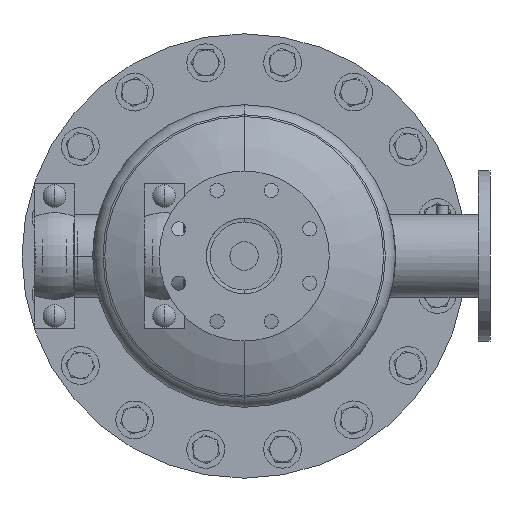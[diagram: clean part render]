
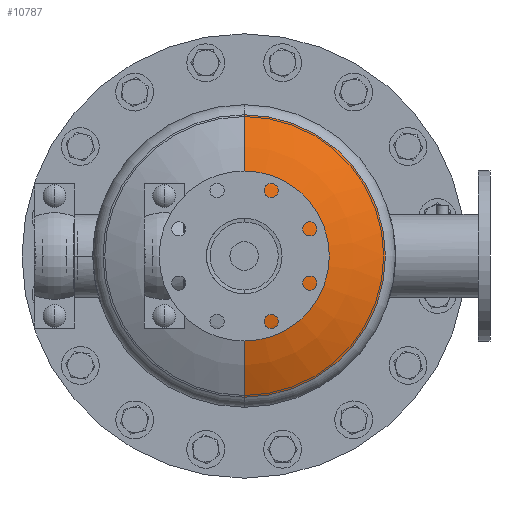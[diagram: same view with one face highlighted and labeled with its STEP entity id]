
A CAD part, front view. The second image highlights one B-rep face of the part: STEP entity #10787.
In plain terms, the highlighted toroidal (fillet/blend) face has major radius 0.006 mm and minor radius 406.4 mm.
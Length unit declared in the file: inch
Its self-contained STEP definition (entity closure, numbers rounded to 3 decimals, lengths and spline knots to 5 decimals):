
#245 = CIRCLE ( 'NONE', #3808, 16. ) ;
#1643 = DIRECTION ( 'NONE',  ( 1., 0., 0. ) ) ;
#2093 = ORIENTED_EDGE ( 'NONE', *, *, #45932, .T. ) ;
#3808 = AXIS2_PLACEMENT_3D ( 'NONE', #32404, #18405, #32556 ) ;
#5423 = CIRCLE ( 'NONE', #33237, 16. ) ;
#6372 = EDGE_CURVE ( 'NONE', #28877, #30427, #245, .T. ) ;
#9690 = DIRECTION ( 'NONE',  ( 0., 0., -1. ) ) ;
#10787 = ADVANCED_FACE ( 'NONE', ( #17093 ), #18764, .T. ) ;
#11353 = DIRECTION ( 'NONE',  ( 0., 0., -1. ) ) ;
#16351 = DIRECTION ( 'NONE',  ( 0., 0., -1. ) ) ;
#17093 = FACE_OUTER_BOUND ( 'NONE', #37338, .T. ) ;
#18320 = CARTESIAN_POINT ( 'NONE',  ( 0., 7.74261, 2.19685 ) ) ;
#18405 = DIRECTION ( 'NONE',  ( -1., 0., 0. ) ) ;
#18764 = TOROIDAL_SURFACE ( 'NONE', #29234, 0.00026, 16. ) ;
#19552 = AXIS2_PLACEMENT_3D ( 'NONE', #35914, #43370, #11353 ) ;
#21134 = CARTESIAN_POINT ( 'NONE',  ( 0., 9.44003, -7.46665 ) ) ;
#21455 = CARTESIAN_POINT ( 'NONE',  ( 0., 9.44003, 7.46665 ) ) ;
#22120 = ORIENTED_EDGE ( 'NONE', *, *, #32198, .F. ) ;
#22813 = EDGE_CURVE ( 'NONE', #39273, #37052, #5423, .T. ) ;
#23538 = DIRECTION ( 'NONE',  ( 0., -1., 0. ) ) ;
#24545 = ORIENTED_EDGE ( 'NONE', *, *, #22813, .T. ) ;
#25969 = CIRCLE ( 'NONE', #19552, 2.19685 ) ;
#27275 = CARTESIAN_POINT ( 'NONE',  ( 0., 23.59111, 0. ) ) ;
#28877 = VERTEX_POINT ( 'NONE', #21134 ) ;
#29234 = AXIS2_PLACEMENT_3D ( 'NONE', #27275, #23538, #34571 ) ;
#30427 = VERTEX_POINT ( 'NONE', #43214 ) ;
#30494 = CIRCLE ( 'NONE', #41745, 7.46665 ) ;
#30684 = CARTESIAN_POINT ( 'NONE',  ( 0., 23.59111, 0.00026 ) ) ;
#32198 = EDGE_CURVE ( 'NONE', #30427, #37052, #25969, .T. ) ;
#32404 = CARTESIAN_POINT ( 'NONE',  ( 0., 23.59111, -0.00026 ) ) ;
#32556 = DIRECTION ( 'NONE',  ( 0., 0., 1. ) ) ;
#33202 = ORIENTED_EDGE ( 'NONE', *, *, #6372, .F. ) ;
#33237 = AXIS2_PLACEMENT_3D ( 'NONE', #30684, #1643, #16351 ) ;
#34571 = DIRECTION ( 'NONE',  ( 0., 0., -1. ) ) ;
#34858 = CARTESIAN_POINT ( 'NONE',  ( 0., 9.44003, 0. ) ) ;
#35914 = CARTESIAN_POINT ( 'NONE',  ( 0., 7.74261, 0. ) ) ;
#37052 = VERTEX_POINT ( 'NONE', #18320 ) ;
#37338 = EDGE_LOOP ( 'NONE', ( #2093, #24545, #22120, #33202 ) ) ;
#37946 = DIRECTION ( 'NONE',  ( 0., -1., 0. ) ) ;
#39273 = VERTEX_POINT ( 'NONE', #21455 ) ;
#41745 = AXIS2_PLACEMENT_3D ( 'NONE', #34858, #37946, #9690 ) ;
#43214 = CARTESIAN_POINT ( 'NONE',  ( 0., 7.74261, -2.19685 ) ) ;
#43370 = DIRECTION ( 'NONE',  ( 0., -1., 0. ) ) ;
#45932 = EDGE_CURVE ( 'NONE', #28877, #39273, #30494, .T. ) ;
